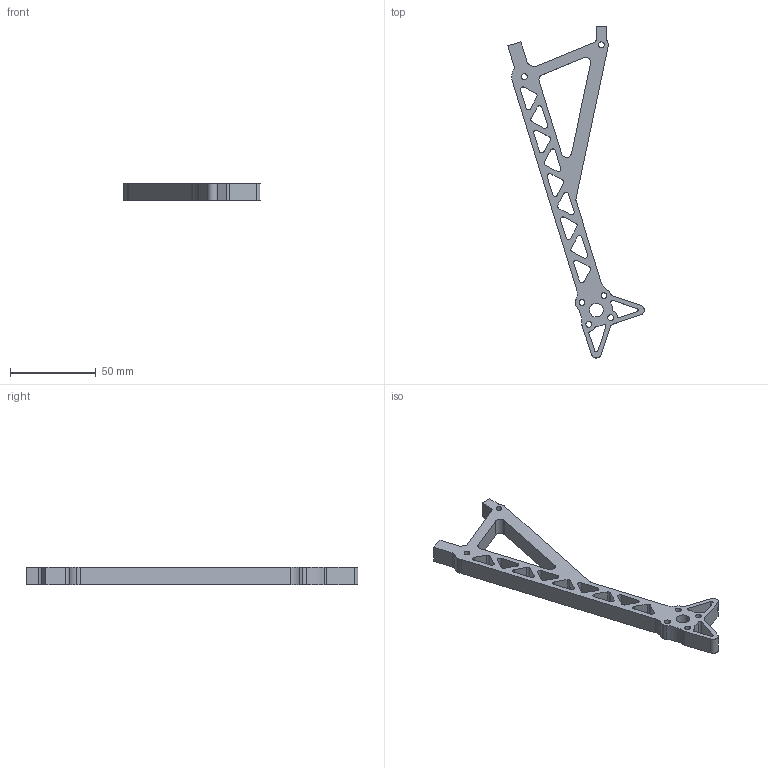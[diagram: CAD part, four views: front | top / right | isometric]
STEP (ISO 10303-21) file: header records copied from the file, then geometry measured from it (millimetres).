
FILE_DESCRIPTION (( 'STEP AP214' ), '1' );
FILE_NAME ('Front_Arm-Gussett.STEP', '2022-02-09T17:40:56', ( '' ), ( '' ), 'SwSTEP 2.0', 'SolidWorks 2021', '' );
FILE_SCHEMA (( 'AUTOMOTIVE_DESIGN' ));
Length unit declared in the file: millimetre
Products named in the file (1): Front_Arm-Gussett
Bounding box: 79.76 x 194.04 x 10 mm (x, y, z)
Volume: 29957.3 mm3; surface area: 17339.2 mm2
Topology: 1 solids, 1 shells, 141 faces, 417 edges, 278 vertices
Faces by surface type: cylinder 91, plane 50
Entity records: 4903 total; most frequent: DIRECTION 883, CARTESIAN_POINT 837, ORIENTED_EDGE 834, EDGE_CURVE 417, AXIS2_PLACEMENT_3D 324, VERTEX_POINT 278, LINE 235, VECTOR 235
